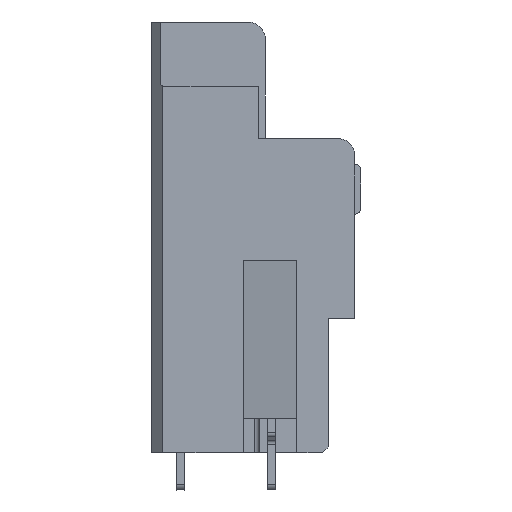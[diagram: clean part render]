
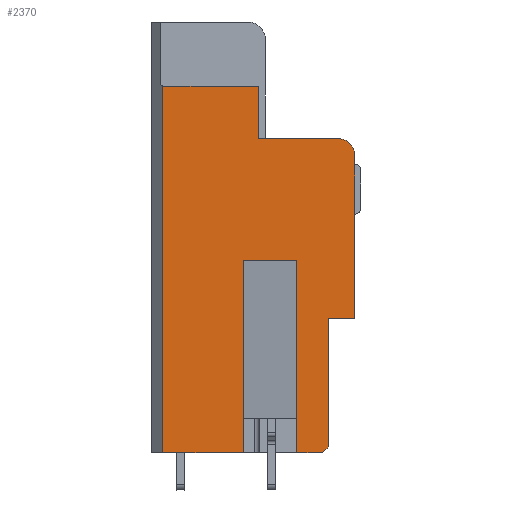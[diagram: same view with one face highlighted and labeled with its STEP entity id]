
A CAD part, left-side view. The second image highlights one B-rep face of the part: STEP entity #2370.
In plain terms, the highlighted planar face has unit normal (-1, 0, 0).
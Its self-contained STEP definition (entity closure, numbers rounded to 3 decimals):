
#560=CARTESIAN_POINT('',(-57.995,8.1,-11.5));
#561=VERTEX_POINT('',#560);
#568=CARTESIAN_POINT('',(-57.995,8.1,20.));
#569=VERTEX_POINT('',#568);
#570=CARTESIAN_POINT('',(-57.995,8.1,-11.5));
#571=DIRECTION('',(0.,0.,1.));
#572=VECTOR('',#571,31.5);
#573=LINE('',#570,#572);
#574=EDGE_CURVE('',#561,#569,#573,.T.);
#2249=CARTESIAN_POINT('',(-57.995,1.2,-11.5));
#2250=VERTEX_POINT('',#2249);
#2257=CARTESIAN_POINT('',(-57.995,1.2,-11.5));
#2258=DIRECTION('',(0.,1.,0.));
#2259=VECTOR('',#2258,6.9);
#2260=LINE('',#2257,#2259);
#2261=EDGE_CURVE('',#2250,#561,#2260,.T.);
#2266=CARTESIAN_POINT('',(-57.995,-35.593,-33.744));
#2267=DIRECTION('',(0.,0.,-1.));
#2268=DIRECTION('',(-1.,-0.,0.));
#2269=AXIS2_PLACEMENT_3D('',#2266,#2268,#2267);
#2270=PLANE('',#2269);
#2271=CARTESIAN_POINT('',(-57.995,-6.9,15.5));
#2272=VERTEX_POINT('',#2271);
#2273=CARTESIAN_POINT('',(-57.995,-0.1,15.5));
#2274=VERTEX_POINT('',#2273);
#2275=CARTESIAN_POINT('',(-57.995,-6.9,15.5));
#2276=DIRECTION('',(0.,1.,0.));
#2277=VECTOR('',#2276,6.8);
#2278=LINE('',#2275,#2277);
#2279=EDGE_CURVE('',#2272,#2274,#2278,.T.);
#2280=ORIENTED_EDGE('',*,*,#2279,.T.);
#2281=CARTESIAN_POINT('',(-57.995,-0.1,20.));
#2282=VERTEX_POINT('',#2281);
#2283=CARTESIAN_POINT('',(-57.995,-0.1,15.5));
#2284=DIRECTION('',(0.,0.,1.));
#2285=VECTOR('',#2284,4.5);
#2286=LINE('',#2283,#2285);
#2287=EDGE_CURVE('',#2274,#2282,#2286,.T.);
#2288=ORIENTED_EDGE('',*,*,#2287,.T.);
#2289=CARTESIAN_POINT('',(-57.995,-0.1,20.));
#2290=DIRECTION('',(0.,1.,0.));
#2291=VECTOR('',#2290,8.2);
#2292=LINE('',#2289,#2291);
#2293=EDGE_CURVE('',#2282,#569,#2292,.T.);
#2294=ORIENTED_EDGE('',*,*,#2293,.T.);
#2295=ORIENTED_EDGE('',*,*,#574,.F.);
#2296=ORIENTED_EDGE('',*,*,#2261,.F.);
#2297=CARTESIAN_POINT('',(-57.995,1.2,5.));
#2298=VERTEX_POINT('',#2297);
#2299=CARTESIAN_POINT('',(-57.995,1.2,-11.5));
#2300=DIRECTION('',(0.,0.,1.));
#2301=VECTOR('',#2300,16.5);
#2302=LINE('',#2299,#2301);
#2303=EDGE_CURVE('',#2250,#2298,#2302,.T.);
#2304=ORIENTED_EDGE('',*,*,#2303,.T.);
#2305=CARTESIAN_POINT('',(-57.995,-3.4,5.));
#2306=VERTEX_POINT('',#2305);
#2307=CARTESIAN_POINT('',(-57.995,1.2,5.));
#2308=DIRECTION('',(0.,-1.,0.));
#2309=VECTOR('',#2308,4.6);
#2310=LINE('',#2307,#2309);
#2311=EDGE_CURVE('',#2298,#2306,#2310,.T.);
#2312=ORIENTED_EDGE('',*,*,#2311,.T.);
#2313=CARTESIAN_POINT('',(-57.995,-3.4,-11.5));
#2314=VERTEX_POINT('',#2313);
#2315=CARTESIAN_POINT('',(-57.995,-3.4,5.));
#2316=DIRECTION('',(0.,0.,-1.));
#2317=VECTOR('',#2316,16.5);
#2318=LINE('',#2315,#2317);
#2319=EDGE_CURVE('',#2306,#2314,#2318,.T.);
#2320=ORIENTED_EDGE('',*,*,#2319,.T.);
#2321=CARTESIAN_POINT('',(-57.995,-5.6,-11.5));
#2322=VERTEX_POINT('',#2321);
#2323=CARTESIAN_POINT('',(-57.995,-3.4,-11.5));
#2324=DIRECTION('',(0.,-1.,0.));
#2325=VECTOR('',#2324,2.2);
#2326=LINE('',#2323,#2325);
#2327=EDGE_CURVE('',#2314,#2322,#2326,.T.);
#2328=ORIENTED_EDGE('',*,*,#2327,.T.);
#2329=CARTESIAN_POINT('',(-57.995,-6.1,-11.));
#2330=VERTEX_POINT('',#2329);
#2331=CARTESIAN_POINT('',(-57.995,-5.6,-11.5));
#2332=DIRECTION('',(0.,-0.707,0.707));
#2333=VECTOR('',#2332,0.707);
#2334=LINE('',#2331,#2333);
#2335=EDGE_CURVE('',#2322,#2330,#2334,.T.);
#2336=ORIENTED_EDGE('',*,*,#2335,.T.);
#2337=CARTESIAN_POINT('',(-57.995,-6.1,0.));
#2338=VERTEX_POINT('',#2337);
#2339=CARTESIAN_POINT('',(-57.995,-6.1,-11.));
#2340=DIRECTION('',(0.,0.,1.));
#2341=VECTOR('',#2340,11.);
#2342=LINE('',#2339,#2341);
#2343=EDGE_CURVE('',#2330,#2338,#2342,.T.);
#2344=ORIENTED_EDGE('',*,*,#2343,.T.);
#2345=CARTESIAN_POINT('',(-57.995,-8.4,0.));
#2346=VERTEX_POINT('',#2345);
#2347=CARTESIAN_POINT('',(-57.995,-6.1,0.));
#2348=DIRECTION('',(0.,-1.,0.));
#2349=VECTOR('',#2348,2.3);
#2350=LINE('',#2347,#2349);
#2351=EDGE_CURVE('',#2338,#2346,#2350,.T.);
#2352=ORIENTED_EDGE('',*,*,#2351,.T.);
#2353=CARTESIAN_POINT('',(-57.995,-8.4,14.));
#2354=VERTEX_POINT('',#2353);
#2355=CARTESIAN_POINT('',(-57.995,-8.4,0.));
#2356=DIRECTION('',(0.,0.,1.));
#2357=VECTOR('',#2356,14.);
#2358=LINE('',#2355,#2357);
#2359=EDGE_CURVE('',#2346,#2354,#2358,.T.);
#2360=ORIENTED_EDGE('',*,*,#2359,.T.);
#2361=CARTESIAN_POINT('',(-57.995,-6.9,14.));
#2362=DIRECTION('',(0.,-1.,0.));
#2363=DIRECTION('',(-1.,0.,0.));
#2364=AXIS2_PLACEMENT_3D('',#2361,#2363,#2362);
#2365=CIRCLE('',#2364,1.5);
#2366=EDGE_CURVE('',#2354,#2272,#2365,.T.);
#2367=ORIENTED_EDGE('',*,*,#2366,.T.);
#2368=EDGE_LOOP('',(#2280,#2288,#2294,#2295,#2296,#2304,#2312,#2320,#2328,#2336,#2344,#2352,#2360,#2367));
#2369=FACE_OUTER_BOUND('',#2368,.T.);
#2370=ADVANCED_FACE('',(#2369),#2270,.T.);
